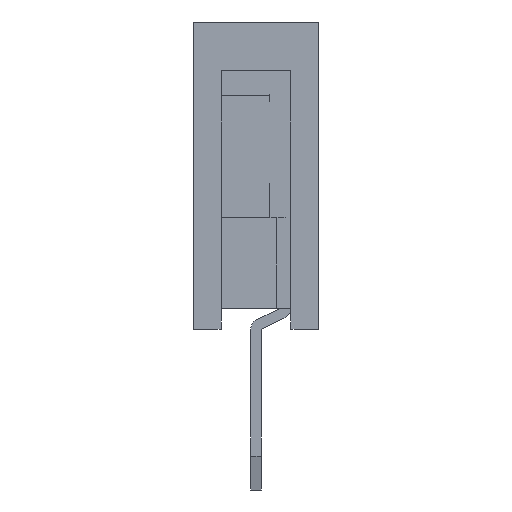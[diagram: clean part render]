
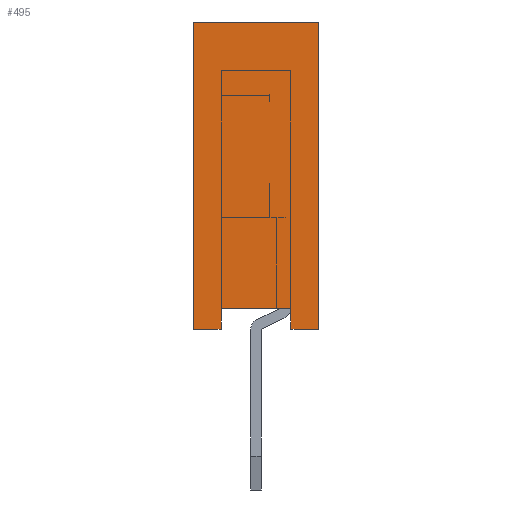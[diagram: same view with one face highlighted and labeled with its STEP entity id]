
A CAD part, left-side view. The second image highlights one B-rep face of the part: STEP entity #495.
In plain terms, the highlighted planar face has unit normal (-1, 0, 0).
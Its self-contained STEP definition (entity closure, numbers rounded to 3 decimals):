
#495=ADVANCED_FACE('',(#21215),#21217,.T.);
#21215=FACE_BOUND('',#21216,.T.);
#21216=EDGE_LOOP('',(#37763,#37764,#37765,#37766,#37767,#37768,#37769,#37770));
#21217=PLANE('',#21218);
#21218=AXIS2_PLACEMENT_3D('',#21219,#21220,#21221);
#21219=CARTESIAN_POINT('',(-0.635,0.9,0.));
#21220=DIRECTION('',(-1.,0.,0.));
#21221=DIRECTION('',(0.,-1.,0.));
#37763=ORIENTED_EDGE('',*,*,#49620,.T.);
#37764=ORIENTED_EDGE('',*,*,#49931,.T.);
#37765=ORIENTED_EDGE('',*,*,#49935,.T.);
#37766=ORIENTED_EDGE('',*,*,#49936,.F.);
#37767=ORIENTED_EDGE('',*,*,#49937,.F.);
#37768=ORIENTED_EDGE('',*,*,#49932,.T.);
#37769=ORIENTED_EDGE('',*,*,#49775,.T.);
#37770=ORIENTED_EDGE('',*,*,#49938,.T.);
#49620=EDGE_CURVE('',#55714,#55711,#55715,.F.);
#49775=EDGE_CURVE('',#56024,#56022,#56025,.F.);
#49931=EDGE_CURVE('',#55711,#56327,#56329,.T.);
#49932=EDGE_CURVE('',#56330,#56024,#56331,.T.);
#49935=EDGE_CURVE('',#56327,#56335,#56336,.T.);
#49936=EDGE_CURVE('',#56337,#56335,#56338,.T.);
#49937=EDGE_CURVE('',#56330,#56337,#56339,.T.);
#49938=EDGE_CURVE('',#56022,#55714,#56340,.T.);
#55711=VERTEX_POINT('',#65667);
#55714=VERTEX_POINT('',#65672);
#55715=LINE('',#65673,#65674);
#56022=VERTEX_POINT('',#66288);
#56024=VERTEX_POINT('',#66292);
#56025=LINE('',#66293,#66294);
#56327=VERTEX_POINT('',#66905);
#56329=LINE('',#66909,#66910);
#56330=VERTEX_POINT('',#66912);
#56331=LINE('',#66913,#66914);
#56335=VERTEX_POINT('',#66923);
#56336=LINE('',#66924,#66925);
#56337=VERTEX_POINT('',#66927);
#56338=LINE('',#66928,#66929);
#56339=LINE('',#66931,#66932);
#56340=LINE('',#66934,#66935);
#65667=CARTESIAN_POINT('',(-0.635,-0.5,0.));
#65672=CARTESIAN_POINT('',(-0.635,-0.5,0.3));
#65673=CARTESIAN_POINT('',(-0.635,-0.5,0.));
#65674=VECTOR('',#65675,1.);
#65675=DIRECTION('',(0.,0.,1.));
#66288=CARTESIAN_POINT('',(-0.635,0.5,0.3));
#66292=CARTESIAN_POINT('',(-0.635,0.5,0.));
#66293=CARTESIAN_POINT('',(-0.635,0.5,0.3));
#66294=VECTOR('',#66295,1.);
#66295=DIRECTION('',(0.,0.,-1.));
#66905=CARTESIAN_POINT('',(-0.635,-0.9,0.));
#66909=CARTESIAN_POINT('',(-0.635,-0.5,0.));
#66910=VECTOR('',#66911,1.);
#66911=DIRECTION('',(0.,-1.,0.));
#66912=CARTESIAN_POINT('',(-0.635,0.9,0.));
#66913=CARTESIAN_POINT('',(-0.635,0.9,0.));
#66914=VECTOR('',#66915,1.);
#66915=DIRECTION('',(0.,-1.,0.));
#66923=CARTESIAN_POINT('',(-0.635,-0.9,4.4));
#66924=CARTESIAN_POINT('',(-0.635,-0.9,0.));
#66925=VECTOR('',#66926,1.);
#66926=DIRECTION('',(0.,0.,1.));
#66927=CARTESIAN_POINT('',(-0.635,0.9,4.4));
#66928=CARTESIAN_POINT('',(-0.635,0.9,4.4));
#66929=VECTOR('',#66930,1.);
#66930=DIRECTION('',(0.,-1.,0.));
#66931=CARTESIAN_POINT('',(-0.635,0.9,0.));
#66932=VECTOR('',#66933,1.);
#66933=DIRECTION('',(0.,0.,1.));
#66934=CARTESIAN_POINT('',(-0.635,0.5,0.3));
#66935=VECTOR('',#66936,1.);
#66936=DIRECTION('',(0.,-1.,0.));
